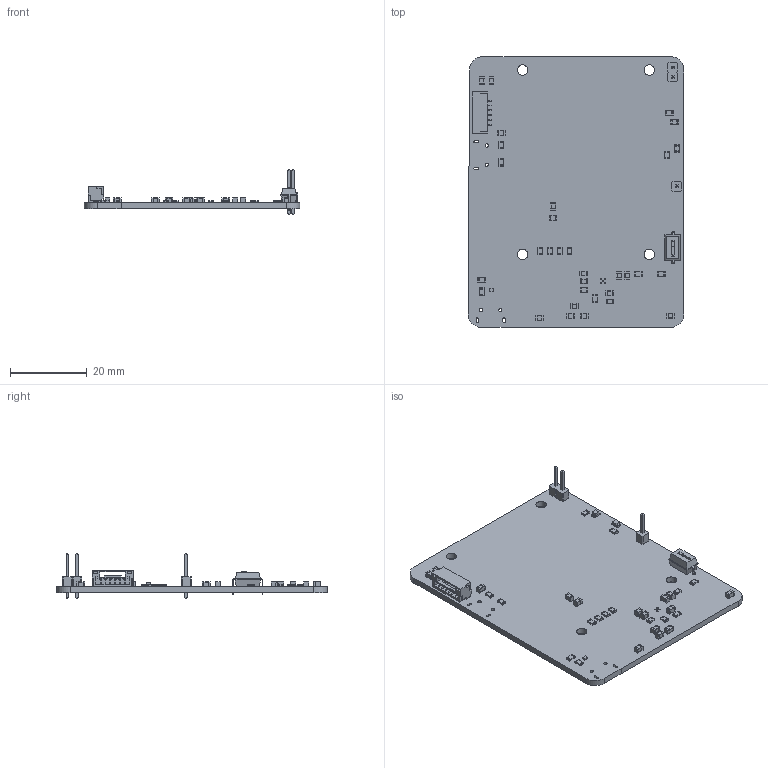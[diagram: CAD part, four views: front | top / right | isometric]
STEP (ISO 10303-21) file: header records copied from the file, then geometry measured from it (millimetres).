
FILE_DESCRIPTION(('KiCad electronic assembly'),'2;1');
FILE_NAME('Kretskort.step','2024-04-15T12:43:17',('Pcbnew'),('Kicad'), 'Open CASCADE STEP processor 7.7','KiCad to STEP converter','Unknown' );
FILE_SCHEMA(('AUTOMOTIVE_DESIGN { 1 0 10303 214 1 1 1 1 }'));
Length unit declared in the file: millimetre
Products named in the file (20): Kretskort 1; C_0805_2012Metric; R_0805_2012Metric; LED_0805_2012Metric; JST_GH_SM06B-GHS-TB_1x06-1MP_P1.25mm_Horizontal; JST_SM06B_GHS_TB; PinHeader_1x01_P2.54mm_Vertical; PinHeader_1x01_P254mm_Vertical; SW_DIP_SPSTx01_Slide_6.7x4.1mm_W7.62mm_P2.54mm_LowProfile; SW_DIP_SPSTx01_Slide_67x41mm_W762mm_P254mm_LowProfile; PinHeader_1x02_P2.54mm_Vertical; PinHeader_1x02_P254mm_Vertical; L_0805_2012Metric; Texas_DRT-3; DRT_3; rpi_cm4_drone_carrier_v01_PCB
Assembly tree (48 placements, depth 3):
  Kretskort 1
    C_0805_2012Metric  x14
      C_0805_2012Metric
    R_0805_2012Metric  x15
      R_0805_2012Metric
    LED_0805_2012Metric  x2
      LED_0805_2012Metric
    JST_GH_SM06B-GHS-TB_1x06-1MP_P1.25mm_Horizontal  x2
      JST_SM06B_GHS_TB
    PinHeader_1x01_P2.54mm_Vertical
      PinHeader_1x01_P254mm_Vertical
    SW_DIP_SPSTx01_Slide_6.7x4.1mm_W7.62mm_P2.54mm_LowProfile
      SW_DIP_SPSTx01_Slide_67x41mm_W762mm_P254mm_LowProfile
    PinHeader_1x02_P2.54mm_Vertical
      PinHeader_1x02_P254mm_Vertical
    L_0805_2012Metric
      L_0805_2012Metric
    Texas_DRT-3
      DRT_3
    rpi_cm4_drone_carrier_v01_PCB
Bounding box: 56.16 x 70.52 x 11.54 mm (x, y, z)
Volume: 6667.1 mm3; surface area: 9710.3 mm2
Topology: 39 solids, 39 shells, 1657 faces, 4396 edges, 2877 vertices
Faces by surface type: plane 1278, cylinder 352, bspline 27
Full cylindrical faces by diameter (mm): 0.3 x5, 0.8 x2, 0.85 x4, 1 x3, 2.7 x4
Entity records: 23318 total; most frequent: CARTESIAN_POINT 3481, ORIENTED_EDGE 3256, DIRECTION 3022, EDGE_CURVE 1628, LINE 1446, VECTOR 1446, VERTEX_POINT 1057, AXIS2_PLACEMENT_3D 788
